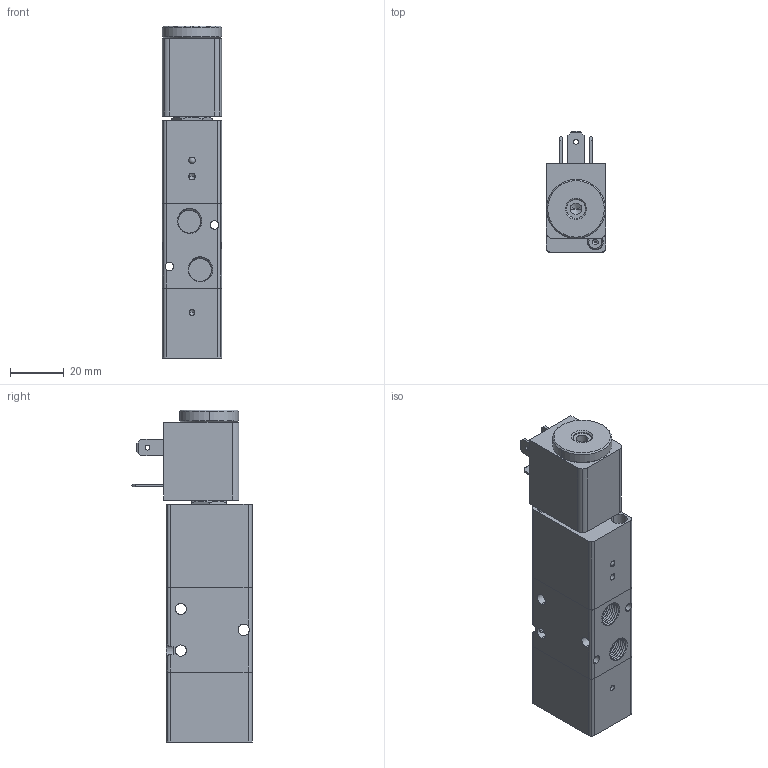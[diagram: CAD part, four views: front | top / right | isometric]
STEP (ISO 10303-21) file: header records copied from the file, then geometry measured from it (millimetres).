
FILE_DESCRIPTION((''),'2;1');
FILE_NAME('00_032_3.stp','2003-01-02T17:29:21',('Branislav Petkovic'),('AZ Pneumatica'),'AutoCAD STEP 2000i','AutoCAD 2000i','Via J. F. Kennedy, 26, 20020 Misinto (MI), ITALY');
FILE_SCHEMA(('CONFIG_CONTROL_DESIGN'));
Length unit declared in the file: millimetre
Products named in the file (11): 00_032_3; 321 TELO; PART1A; X21 KOTVA KRATKA; PART2A; STEZAC; PODLOSKA; MAGNET; PART1; X21 PNEUMATIKA; PART2
Assembly tree (10 placements, depth 3):
  00_032_3
    321 TELO
      PART1A
    X21 KOTVA KRATKA
      PART2A
      STEZAC
      PODLOSKA
    MAGNET
      PART1
    X21 PNEUMATIKA
      PART2
Bounding box: 22 x 45.09 x 123.5 mm (x, y, z)
Surface area: 25831.2 mm2 (no closed solid volume)
Topology: 0 solids, 8 shells, 441 faces, 1139 edges, 729 vertices
Faces by surface type: cylinder 225, plane 140, cone 50, bspline 16, torus 8, sphere 2
Entity records: 25639 total; most frequent: CARTESIAN_POINT 15074, ORIENTED_EDGE 2248, DIRECTION 2029, EDGE_CURVE 1124, AXIS2_PLACEMENT_3D 760, VERTEX_POINT 728, VECTOR 509, LINE 509
